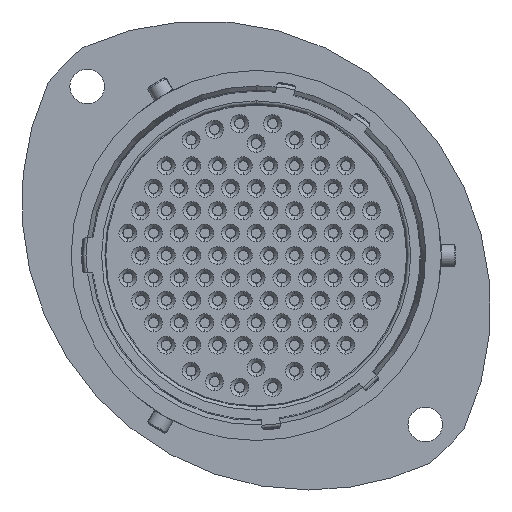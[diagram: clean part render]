
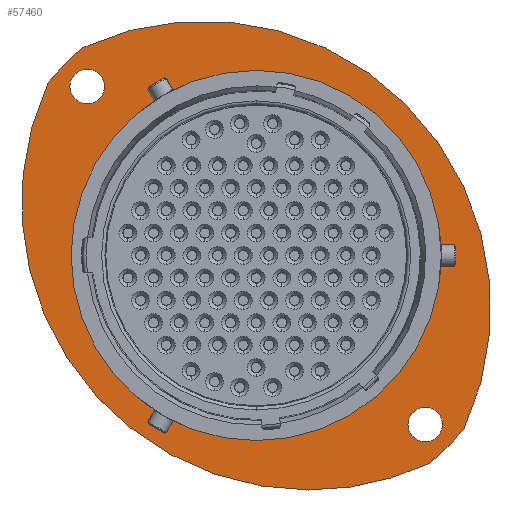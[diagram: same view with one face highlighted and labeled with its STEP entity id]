
A CAD part, left-side view. The second image highlights one B-rep face of the part: STEP entity #57460.
In plain terms, the highlighted planar face has unit normal (-1, 0, 0).
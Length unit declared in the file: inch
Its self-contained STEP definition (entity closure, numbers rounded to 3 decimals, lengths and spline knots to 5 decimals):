
#11987 = CARTESIAN_POINT ( 'NONE',  ( 3.1059, 1.11847, -1.22314 ) ) ;
#11993 = CARTESIAN_POINT ( 'NONE',  ( 3.1059, 1.24691, -1.35159 ) ) ;
#12000 = CARTESIAN_POINT ( 'NONE',  ( 3.1059, -0.2927, -2.63431 ) ) ;
#12130 = CARTESIAN_POINT ( 'NONE',  ( 3.1059, 0.47711, -2.67818 ) ) ;
#12134 = CARTESIAN_POINT ( 'NONE',  ( 3.1059, 0.47711, -1.30771 ) ) ;
#13634 = CARTESIAN_POINT ( 'NONE',  ( 3.1059, -0.14857, -2.6826 ) ) ;
#13636 = CARTESIAN_POINT ( 'NONE',  ( 3.1059, 1.10279, -1.43125 ) ) ;
#13638 = CARTESIAN_POINT ( 'NONE',  ( 3.1059, -0.14857, -2.55465 ) ) ;
#13641 = CARTESIAN_POINT ( 'NONE',  ( 3.1059, 1.10279, -1.30329 ) ) ;
#13647 = CARTESIAN_POINT ( 'NONE',  ( 3.1059, 0.28224, -2.86107 ) ) ;
#13651 = CARTESIAN_POINT ( 'NONE',  ( 3.1059, -0.16425, -2.76275 ) ) ;
#28817 = CIRCLE ( 'NONE', #28822, 0.06398 ) ;
#28822 = AXIS2_PLACEMENT_3D ( 'NONE', #31722, #31723, #31724 ) ;
#31722 = CARTESIAN_POINT ( 'NONE',  ( 3.1059, 1.10279, -1.36727 ) ) ;
#31723 = DIRECTION ( 'NONE',  ( -1., 0., 0. ) ) ;
#31724 = DIRECTION ( 'NONE',  ( 0., 0., -1. ) ) ;
#31839 = CARTESIAN_POINT ( 'NONE',  ( 3.1059, 0.28224, -1.79807 ) ) ;
#31840 = DIRECTION ( 'NONE',  ( -1., 0., 0. ) ) ;
#31841 = DIRECTION ( 'NONE',  ( 0., 0., -1. ) ) ;
#31926 = CARTESIAN_POINT ( 'NONE',  ( 3.1059, 0.47711, -1.99295 ) ) ;
#31927 = DIRECTION ( 'NONE',  ( -1., 0., 0. ) ) ;
#31928 = DIRECTION ( 'NONE',  ( 0., 0., 1. ) ) ;
#31932 = CARTESIAN_POINT ( 'NONE',  ( 3.1059, -0.14857, -2.61862 ) ) ;
#31934 = DIRECTION ( 'NONE',  ( -1., 0., 0. ) ) ;
#31935 = DIRECTION ( 'NONE',  ( 0., 0., -1. ) ) ;
#34288 = CIRCLE ( 'NONE', #34291, 1.06299 ) ;
#34291 = AXIS2_PLACEMENT_3D ( 'NONE', #31839, #31840, #31841 ) ;
#34309 = CIRCLE ( 'NONE', #34312, 0.68524 ) ;
#34311 = CIRCLE ( 'NONE', #34314, 0.06398 ) ;
#34312 = AXIS2_PLACEMENT_3D ( 'NONE', #31926, #31927, #31928 ) ;
#34314 = AXIS2_PLACEMENT_3D ( 'NONE', #31932, #31934, #31935 ) ;
#36322 = EDGE_CURVE ( 'NONE', #74435, #74438, #28817, .T. ) ;
#36348 = EDGE_CURVE ( 'NONE', #74441, #74443, #34288, .T. ) ;
#36363 = EDGE_CURVE ( 'NONE', #69651, #69647, #34309, .T. ) ;
#36364 = EDGE_CURVE ( 'NONE', #74434, #74436, #34311, .T. ) ;
#52940 = AXIS2_PLACEMENT_3D ( 'NONE', #55580, #55581, #55582 ) ;
#55548 = FACE_BOUND ( 'NONE', #95872, .T. ) ;
#55564 = PLANE ( 'NONE',  #52940 ) ;
#55565 = FACE_BOUND ( 'NONE', #95847, .T. ) ;
#55568 = FACE_BOUND ( 'NONE', #95725, .T. ) ;
#55570 = FACE_OUTER_BOUND ( 'NONE', #95780, .T. ) ;
#55580 = CARTESIAN_POINT ( 'NONE',  ( 3.1059, 1.16234, -1.99295 ) ) ;
#55581 = DIRECTION ( 'NONE',  ( 1., 0., 0. ) ) ;
#55582 = DIRECTION ( 'NONE',  ( 0., 0., -1. ) ) ;
#57460 = ADVANCED_FACE ( 'NONE', ( #55565, #55548, #55568, #55570 ), #55564, .F. ) ;
#66005 = EDGE_CURVE ( 'NONE', #74436, #74434, #84552, .T. ) ;
#66006 = EDGE_CURVE ( 'NONE', #74438, #74435, #84554, .T. ) ;
#66008 = EDGE_CURVE ( 'NONE', #69647, #69651, #84550, .T. ) ;
#66015 = EDGE_CURVE ( 'NONE', #69513, #74441, #84571, .T. ) ;
#66016 = EDGE_CURVE ( 'NONE', #74443, #69519, #84573, .T. ) ;
#66017 = EDGE_CURVE ( 'NONE', #69519, #69508, #84575, .T. ) ;
#66018 = EDGE_CURVE ( 'NONE', #69508, #69513, #84577, .T. ) ;
#69508 = VERTEX_POINT ( 'NONE', #11987 ) ;
#69513 = VERTEX_POINT ( 'NONE', #11993 ) ;
#69519 = VERTEX_POINT ( 'NONE', #12000 ) ;
#69647 = VERTEX_POINT ( 'NONE', #12130 ) ;
#69651 = VERTEX_POINT ( 'NONE', #12134 ) ;
#74434 = VERTEX_POINT ( 'NONE', #13634 ) ;
#74435 = VERTEX_POINT ( 'NONE', #13636 ) ;
#74436 = VERTEX_POINT ( 'NONE', #13638 ) ;
#74438 = VERTEX_POINT ( 'NONE', #13641 ) ;
#74441 = VERTEX_POINT ( 'NONE', #13647 ) ;
#74443 = VERTEX_POINT ( 'NONE', #13651 ) ;
#81404 = ORIENTED_EDGE ( 'NONE', *, *, #36364, .F. ) ;
#81405 = ORIENTED_EDGE ( 'NONE', *, *, #66005, .F. ) ;
#81406 = ORIENTED_EDGE ( 'NONE', *, *, #36322, .F. ) ;
#81407 = ORIENTED_EDGE ( 'NONE', *, *, #66006, .F. ) ;
#81408 = ORIENTED_EDGE ( 'NONE', *, *, #36363, .F. ) ;
#81409 = ORIENTED_EDGE ( 'NONE', *, *, #66008, .F. ) ;
#81410 = ORIENTED_EDGE ( 'NONE', *, *, #66015, .T. ) ;
#81411 = ORIENTED_EDGE ( 'NONE', *, *, #36348, .T. ) ;
#81412 = ORIENTED_EDGE ( 'NONE', *, *, #66016, .T. ) ;
#81413 = ORIENTED_EDGE ( 'NONE', *, *, #66017, .T. ) ;
#81414 = ORIENTED_EDGE ( 'NONE', *, *, #66018, .T. ) ;
#84550 = CIRCLE ( 'NONE', #84561, 0.68524 ) ;
#84552 = CIRCLE ( 'NONE', #84555, 0.06398 ) ;
#84554 = CIRCLE ( 'NONE', #84557, 0.06398 ) ;
#84555 = AXIS2_PLACEMENT_3D ( 'NONE', #87969, #87971, #87973 ) ;
#84557 = AXIS2_PLACEMENT_3D ( 'NONE', #87976, #87977, #87979 ) ;
#84561 = AXIS2_PLACEMENT_3D ( 'NONE', #87987, #87988, #87990 ) ;
#84571 = CIRCLE ( 'NONE', #84574, 1.06299 ) ;
#84573 = CIRCLE ( 'NONE', #84576, 1.00197 ) ;
#84574 = AXIS2_PLACEMENT_3D ( 'NONE', #88025, #88027, #88029 ) ;
#84575 = CIRCLE ( 'NONE', #84578, 1.06299 ) ;
#84576 = AXIS2_PLACEMENT_3D ( 'NONE', #88032, #88034, #88036 ) ;
#84577 = CIRCLE ( 'NONE', #84580, 1.00197 ) ;
#84578 = AXIS2_PLACEMENT_3D ( 'NONE', #88040, #88041, #88042 ) ;
#84580 = AXIS2_PLACEMENT_3D ( 'NONE', #88046, #88048, #88050 ) ;
#87969 = CARTESIAN_POINT ( 'NONE',  ( 3.1059, -0.14857, -2.61862 ) ) ;
#87971 = DIRECTION ( 'NONE',  ( -1., 0., 0. ) ) ;
#87973 = DIRECTION ( 'NONE',  ( 0., 0., -1. ) ) ;
#87976 = CARTESIAN_POINT ( 'NONE',  ( 3.1059, 1.10279, -1.36727 ) ) ;
#87977 = DIRECTION ( 'NONE',  ( -1., 0., 0. ) ) ;
#87979 = DIRECTION ( 'NONE',  ( 0., 0., -1. ) ) ;
#87987 = CARTESIAN_POINT ( 'NONE',  ( 3.1059, 0.47711, -1.99295 ) ) ;
#87988 = DIRECTION ( 'NONE',  ( -1., 0., 0. ) ) ;
#87990 = DIRECTION ( 'NONE',  ( 0., 0., 1. ) ) ;
#88025 = CARTESIAN_POINT ( 'NONE',  ( 3.1059, 0.28224, -1.79807 ) ) ;
#88027 = DIRECTION ( 'NONE',  ( -1., 0., 0. ) ) ;
#88029 = DIRECTION ( 'NONE',  ( 0., 0., -1. ) ) ;
#88032 = CARTESIAN_POINT ( 'NONE',  ( 3.1059, 0.47711, -1.99295 ) ) ;
#88034 = DIRECTION ( 'NONE',  ( -1., 0., 0. ) ) ;
#88036 = DIRECTION ( 'NONE',  ( 0., 0., 1. ) ) ;
#88040 = CARTESIAN_POINT ( 'NONE',  ( 3.1059, 0.67198, -2.18782 ) ) ;
#88041 = DIRECTION ( 'NONE',  ( -1., 0., 0. ) ) ;
#88042 = DIRECTION ( 'NONE',  ( 0., 0., -1. ) ) ;
#88046 = CARTESIAN_POINT ( 'NONE',  ( 3.1059, 0.47711, -1.99295 ) ) ;
#88048 = DIRECTION ( 'NONE',  ( -1., 0., 0. ) ) ;
#88050 = DIRECTION ( 'NONE',  ( 0., 0., 1. ) ) ;
#95725 = EDGE_LOOP ( 'NONE', ( #81408, #81409 ) ) ;
#95780 = EDGE_LOOP ( 'NONE', ( #81410, #81411, #81412, #81413, #81414 ) ) ;
#95847 = EDGE_LOOP ( 'NONE', ( #81404, #81405 ) ) ;
#95872 = EDGE_LOOP ( 'NONE', ( #81406, #81407 ) ) ;
